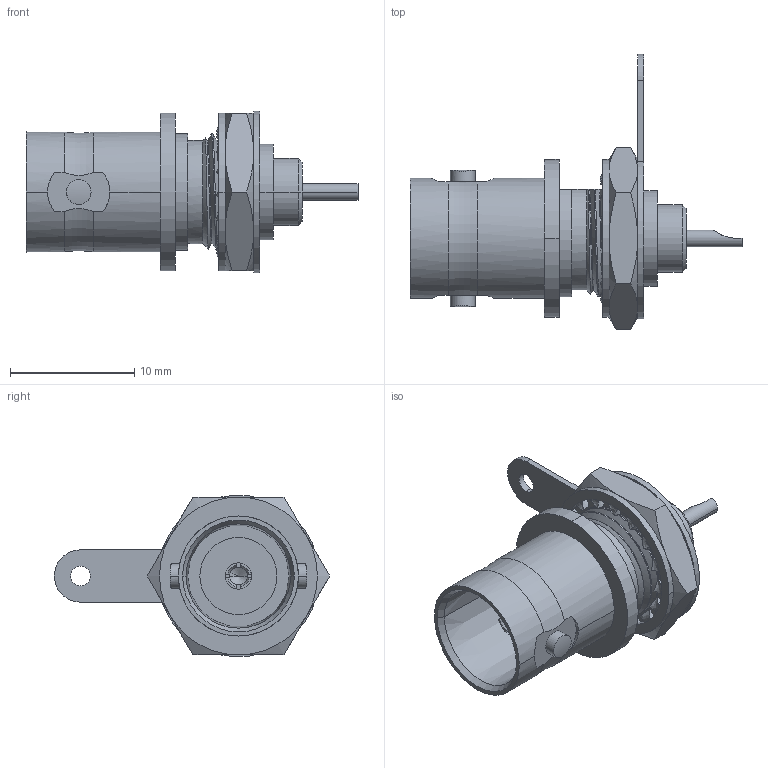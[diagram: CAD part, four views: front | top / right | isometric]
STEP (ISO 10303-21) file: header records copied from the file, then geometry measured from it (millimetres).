
FILE_DESCRIPTION((''),'2;1');
FILE_NAME('B6351B1-ND3G-75SAP_SW0001','2020-08-07T16:05:17',('Vijayaragavan'),(''),'CREO PARAMETRIC BY PTC INC, 2019444','CREO PARAMETRIC BY PTC INC, 2019444','');
FILE_SCHEMA(('CONFIG_CONTROL_DESIGN'));
Length unit declared in the file: millimetre
Products named in the file (1): B6351B1-ND3G-75SAP_SW0001
Bounding box: 26.7 x 22.13 x 12.98 mm (x, y, z)
Volume: 1228.8 mm3; surface area: 1687.7 mm2
Topology: 1 solids, 1 shells, 251 faces, 672 edges, 427 vertices
Faces by surface type: bspline 112, cylinder 61, plane 44, cone 32, torus 2
Entity records: 13794 total; most frequent: CARTESIAN_POINT 8382, ORIENTED_EDGE 1340, DIRECTION 758, EDGE_CURVE 670, VERTEX_POINT 427, B_SPLINE_CURVE_WITH_KNOTS 344, AXIS2_PLACEMENT_3D 293, EDGE_LOOP 267
